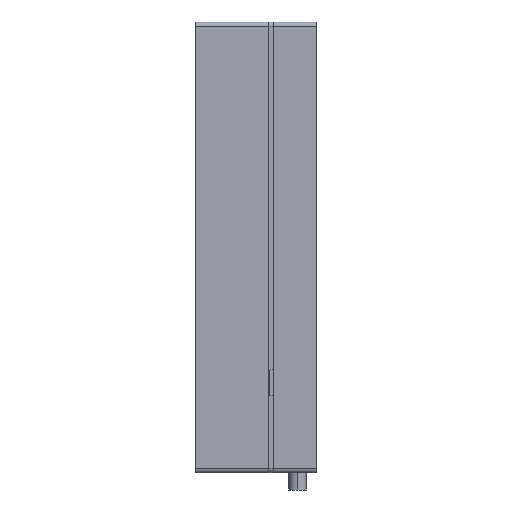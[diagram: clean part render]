
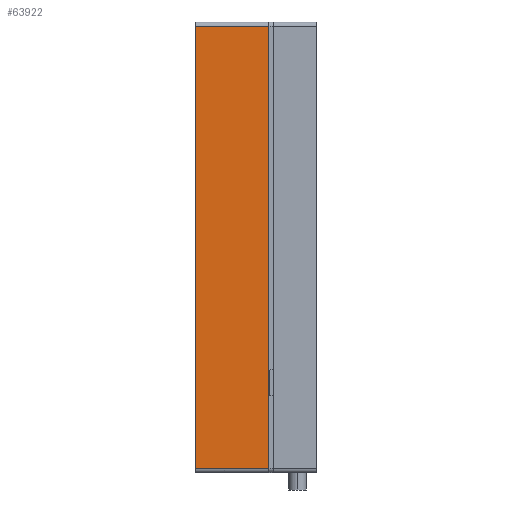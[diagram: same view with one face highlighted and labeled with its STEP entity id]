
A CAD part, left-side view. The second image highlights one B-rep face of the part: STEP entity #63922.
In plain terms, the highlighted planar face has unit normal (-1, 0, 0).
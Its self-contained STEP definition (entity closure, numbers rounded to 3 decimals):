
#256 = EDGE_LOOP ( 'NONE', ( #50467, #88970, #80899, #81396 ) ) ;
#1734 = EDGE_CURVE ( 'NONE', #102050, #21558, #90254, .T. ) ;
#6194 = VECTOR ( 'NONE', #106760, 1000. ) ;
#9462 = LINE ( 'NONE', #59733, #35360 ) ;
#11483 = DIRECTION ( 'NONE',  ( 0., 0., 1. ) ) ;
#12929 = PLANE ( 'NONE',  #42414 ) ;
#19537 = CARTESIAN_POINT ( 'NONE',  ( -26., 14., -26. ) ) ;
#21351 = CARTESIAN_POINT ( 'NONE',  ( -26., 5.5, -25.5 ) ) ;
#21558 = VERTEX_POINT ( 'NONE', #21351 ) ;
#22534 = CARTESIAN_POINT ( 'NONE',  ( -26., 14., -25.5 ) ) ;
#24595 = CARTESIAN_POINT ( 'NONE',  ( -26., 5.5, 25.5 ) ) ;
#25166 = LINE ( 'NONE', #40179, #88237 ) ;
#32022 = VERTEX_POINT ( 'NONE', #80589 ) ;
#34184 = EDGE_CURVE ( 'NONE', #107580, #32022, #25166, .T. ) ;
#35360 = VECTOR ( 'NONE', #50349, 1000. ) ;
#37213 = FACE_OUTER_BOUND ( 'NONE', #256, .T. ) ;
#40179 = CARTESIAN_POINT ( 'NONE',  ( -26., 14., 25.5 ) ) ;
#42414 = AXIS2_PLACEMENT_3D ( 'NONE', #19537, #72029, #86943 ) ;
#49006 = DIRECTION ( 'NONE',  ( 0., 1., 0. ) ) ;
#50349 = DIRECTION ( 'NONE',  ( 0., 0., 1. ) ) ;
#50467 = ORIENTED_EDGE ( 'NONE', *, *, #68447, .F. ) ;
#55531 = CARTESIAN_POINT ( 'NONE',  ( -26., 14., -25.5 ) ) ;
#59733 = CARTESIAN_POINT ( 'NONE',  ( -26., 14., -26. ) ) ;
#63922 = ADVANCED_FACE ( 'NONE', ( #37213 ), #12929, .F. ) ;
#68447 = EDGE_CURVE ( 'NONE', #102050, #32022, #9462, .T. ) ;
#72029 = DIRECTION ( 'NONE',  ( 1., 0., 0. ) ) ;
#78298 = LINE ( 'NONE', #87131, #86174 ) ;
#80589 = CARTESIAN_POINT ( 'NONE',  ( -26., 14., 25.5 ) ) ;
#80899 = ORIENTED_EDGE ( 'NONE', *, *, #109099, .T. ) ;
#81396 = ORIENTED_EDGE ( 'NONE', *, *, #34184, .T. ) ;
#86174 = VECTOR ( 'NONE', #11483, 1000. ) ;
#86943 = DIRECTION ( 'NONE',  ( 0., 0., -1. ) ) ;
#87131 = CARTESIAN_POINT ( 'NONE',  ( -26., 5.5, -26. ) ) ;
#88237 = VECTOR ( 'NONE', #49006, 1000. ) ;
#88970 = ORIENTED_EDGE ( 'NONE', *, *, #1734, .T. ) ;
#90254 = LINE ( 'NONE', #55531, #6194 ) ;
#102050 = VERTEX_POINT ( 'NONE', #22534 ) ;
#106760 = DIRECTION ( 'NONE',  ( 0., -1., 0. ) ) ;
#107580 = VERTEX_POINT ( 'NONE', #24595 ) ;
#109099 = EDGE_CURVE ( 'NONE', #21558, #107580, #78298, .T. ) ;
